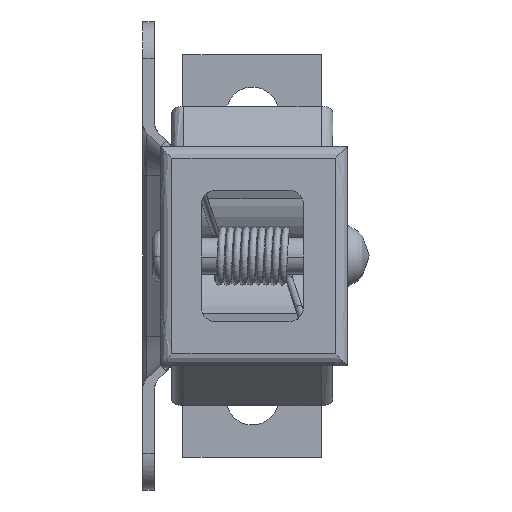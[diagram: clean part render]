
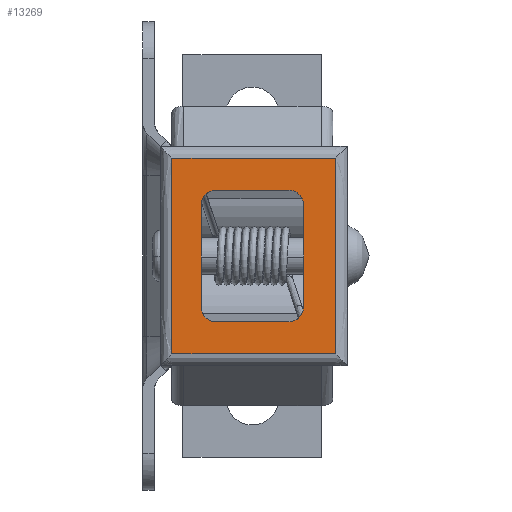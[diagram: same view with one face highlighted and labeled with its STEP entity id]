
A CAD part, left-side view. The second image highlights one B-rep face of the part: STEP entity #13269.
In plain terms, the highlighted free-form (B-spline) face has degree [1, 1] with [2, 2] control points.
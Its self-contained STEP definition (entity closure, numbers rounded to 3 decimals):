
#10094=CARTESIAN_POINT('',(0.,5.5,6.7));
#10095=VERTEX_POINT('',#10094);
#10111=CARTESIAN_POINT('',(0.,-5.7,6.7));
#10112=VERTEX_POINT('',#10111);
#10113=CARTESIAN_POINT('',(0.,-5.7,6.7));
#10114=CARTESIAN_POINT('',(0.,5.5,6.7));
#10115=QUASI_UNIFORM_CURVE('',1,(#10113,#10114),.UNSPECIFIED.,.F.,.U.);
#10116=EDGE_CURVE('',#10112,#10095,#10115,.T.);
#10201=CARTESIAN_POINT('',(0.,-5.7,-6.7));
#10202=VERTEX_POINT('',#10201);
#10218=CARTESIAN_POINT('',(0.,5.5,-6.7));
#10219=VERTEX_POINT('',#10218);
#10220=CARTESIAN_POINT('',(0.,5.5,-6.7));
#10221=CARTESIAN_POINT('',(0.,-5.7,-6.7));
#10222=QUASI_UNIFORM_CURVE('',1,(#10220,#10221),.UNSPECIFIED.,.F.,.U.);
#10223=EDGE_CURVE('',#10219,#10202,#10222,.T.);
#10659=CARTESIAN_POINT('',(0.,3.5,-3.5));
#10660=VERTEX_POINT('',#10659);
#10666=CARTESIAN_POINT('',(0.0,2.5,-4.5));
#10667=VERTEX_POINT('',#10666);
#10668=CARTESIAN_POINT('',(0.0,3.5,-3.5));
#10669=CARTESIAN_POINT('',(0.0,3.5,-3.914));
#10670=CARTESIAN_POINT('',(0.0,3.207,-4.207));
#10671=CARTESIAN_POINT('',(0.0,2.914,-4.5));
#10672=CARTESIAN_POINT('',(0.0,2.5,-4.5));
#10680=(BOUNDED_CURVE()B_SPLINE_CURVE(2,(#10668,#10669,#10670,#10671,#10672),.UNSPECIFIED.,.F.,.U.)B_SPLINE_CURVE_WITH_KNOTS((3,2,3),(0.0,0.5,1.0),.UNSPECIFIED.)CURVE()GEOMETRIC_REPRESENTATION_ITEM()RATIONAL_B_SPLINE_CURVE((1.0,0.924,1.0,0.924,1.0))REPRESENTATION_ITEM(''));
#10681=EDGE_CURVE('',#10660,#10667,#10680,.T.);
#10697=CARTESIAN_POINT('',(0.0,-2.5,-4.5));
#10698=VERTEX_POINT('',#10697);
#10699=CARTESIAN_POINT('',(0.0,-2.5,-4.5));
#10700=CARTESIAN_POINT('',(0.0,2.5,-4.5));
#10701=QUASI_UNIFORM_CURVE('',1,(#10699,#10700),.UNSPECIFIED.,.F.,.U.);
#10702=EDGE_CURVE('',#10698,#10667,#10701,.T.);
#10751=CARTESIAN_POINT('',(0.0,-3.5,-3.5));
#10752=VERTEX_POINT('',#10751);
#10753=CARTESIAN_POINT('',(0.0,-2.5,-4.5));
#10754=CARTESIAN_POINT('',(0.0,-2.914,-4.5));
#10755=CARTESIAN_POINT('',(0.0,-3.207,-4.207));
#10756=CARTESIAN_POINT('',(0.0,-3.5,-3.914));
#10757=CARTESIAN_POINT('',(0.0,-3.5,-3.5));
#10765=(BOUNDED_CURVE()B_SPLINE_CURVE(2,(#10753,#10754,#10755,#10756,#10757),.UNSPECIFIED.,.F.,.U.)B_SPLINE_CURVE_WITH_KNOTS((3,2,3),(0.0,0.5,1.0),.UNSPECIFIED.)CURVE()GEOMETRIC_REPRESENTATION_ITEM()RATIONAL_B_SPLINE_CURVE((1.0,0.924,1.0,0.924,1.0))REPRESENTATION_ITEM(''));
#10766=EDGE_CURVE('',#10698,#10752,#10765,.T.);
#10782=CARTESIAN_POINT('',(0.0,-3.5,3.5));
#10783=VERTEX_POINT('',#10782);
#10784=CARTESIAN_POINT('',(0.0,-3.5,3.5));
#10785=CARTESIAN_POINT('',(0.0,-3.5,-3.5));
#10786=QUASI_UNIFORM_CURVE('',1,(#10784,#10785),.UNSPECIFIED.,.F.,.U.);
#10787=EDGE_CURVE('',#10783,#10752,#10786,.T.);
#10834=CARTESIAN_POINT('',(0.0,-2.5,4.5));
#10835=VERTEX_POINT('',#10834);
#10836=CARTESIAN_POINT('',(0.0,-3.5,3.5));
#10837=CARTESIAN_POINT('',(0.0,-3.5,4.5));
#10838=CARTESIAN_POINT('',(0.0,-2.5,4.5));
#10846=(BOUNDED_CURVE()B_SPLINE_CURVE(2,(#10836,#10837,#10838),.UNSPECIFIED.,.F.,.U.)CURVE()GEOMETRIC_REPRESENTATION_ITEM()QUASI_UNIFORM_CURVE()RATIONAL_B_SPLINE_CURVE((1.0,0.707,1.0))REPRESENTATION_ITEM(''));
#10847=EDGE_CURVE('',#10783,#10835,#10846,.T.);
#10863=CARTESIAN_POINT('',(0.0,2.5,4.5));
#10864=VERTEX_POINT('',#10863);
#10865=CARTESIAN_POINT('',(0.0,2.5,4.5));
#10866=CARTESIAN_POINT('',(0.0,-2.5,4.5));
#10867=QUASI_UNIFORM_CURVE('',1,(#10865,#10866),.UNSPECIFIED.,.F.,.U.);
#10868=EDGE_CURVE('',#10864,#10835,#10867,.T.);
#10917=CARTESIAN_POINT('',(0.0,3.5,3.5));
#10918=VERTEX_POINT('',#10917);
#10919=CARTESIAN_POINT('',(0.0,2.5,4.5));
#10920=CARTESIAN_POINT('',(0.0,2.914,4.5));
#10921=CARTESIAN_POINT('',(0.0,3.207,4.207));
#10922=CARTESIAN_POINT('',(0.0,3.5,3.914));
#10923=CARTESIAN_POINT('',(0.0,3.5,3.5));
#10931=(BOUNDED_CURVE()B_SPLINE_CURVE(2,(#10919,#10920,#10921,#10922,#10923),.UNSPECIFIED.,.F.,.U.)B_SPLINE_CURVE_WITH_KNOTS((3,2,3),(0.0,0.5,1.0),.UNSPECIFIED.)CURVE()GEOMETRIC_REPRESENTATION_ITEM()RATIONAL_B_SPLINE_CURVE((1.0,0.924,1.0,0.924,1.0))REPRESENTATION_ITEM(''));
#10932=EDGE_CURVE('',#10864,#10918,#10931,.T.);
#10948=CARTESIAN_POINT('',(0.,3.5,-3.5));
#10949=CARTESIAN_POINT('',(0.0,3.5,3.5));
#10950=QUASI_UNIFORM_CURVE('',1,(#10948,#10949),.UNSPECIFIED.,.F.,.U.);
#10951=EDGE_CURVE('',#10660,#10918,#10950,.T.);
#11098=CARTESIAN_POINT('',(0.,-5.7,-6.7));
#11099=CARTESIAN_POINT('',(0.,-5.7,6.7));
#11100=QUASI_UNIFORM_CURVE('',1,(#11098,#11099),.UNSPECIFIED.,.F.,.U.);
#11101=EDGE_CURVE('',#10202,#10112,#11100,.T.);
#11133=CARTESIAN_POINT('',(0.,5.5,6.7));
#11134=CARTESIAN_POINT('',(0.,5.5,-6.7));
#11135=QUASI_UNIFORM_CURVE('',1,(#11133,#11134),.UNSPECIFIED.,.F.,.U.);
#11136=EDGE_CURVE('',#10095,#10219,#11135,.T.);
#13248=CARTESIAN_POINT('',(0.,6.059,-7.369));
#13249=CARTESIAN_POINT('',(0.,-6.259,-7.369));
#13250=CARTESIAN_POINT('',(0.,6.059,7.369));
#13251=CARTESIAN_POINT('',(0.,-6.259,7.369));
#13252=B_SPLINE_SURFACE_WITH_KNOTS('',1,1,((#13248,#13250),(#13249,#13251)),.UNSPECIFIED.,.F.,.F.,.U.,(2,2),(2,2),(0.0,12.319),(0.0,14.739),.UNSPECIFIED.);
#13253=ORIENTED_EDGE('',*,*,#11136,.T.);
#13254=ORIENTED_EDGE('',*,*,#10223,.T.);
#13255=ORIENTED_EDGE('',*,*,#11101,.T.);
#13256=ORIENTED_EDGE('',*,*,#10116,.T.);
#13257=EDGE_LOOP('',(#13253,#13254,#13255,#13256));
#13258=FACE_OUTER_BOUND('',#13257,.T.);
#13259=ORIENTED_EDGE('',*,*,#10681,.F.);
#13260=ORIENTED_EDGE('',*,*,#10951,.T.);
#13261=ORIENTED_EDGE('',*,*,#10932,.F.);
#13262=ORIENTED_EDGE('',*,*,#10868,.T.);
#13263=ORIENTED_EDGE('',*,*,#10847,.F.);
#13264=ORIENTED_EDGE('',*,*,#10787,.T.);
#13265=ORIENTED_EDGE('',*,*,#10766,.F.);
#13266=ORIENTED_EDGE('',*,*,#10702,.T.);
#13267=EDGE_LOOP('',(#13259,#13260,#13261,#13262,#13263,#13264,#13265,#13266));
#13268=FACE_BOUND('',#13267,.T.);
#13269=ADVANCED_FACE('',(#13258,#13268),#13252,.T.);
